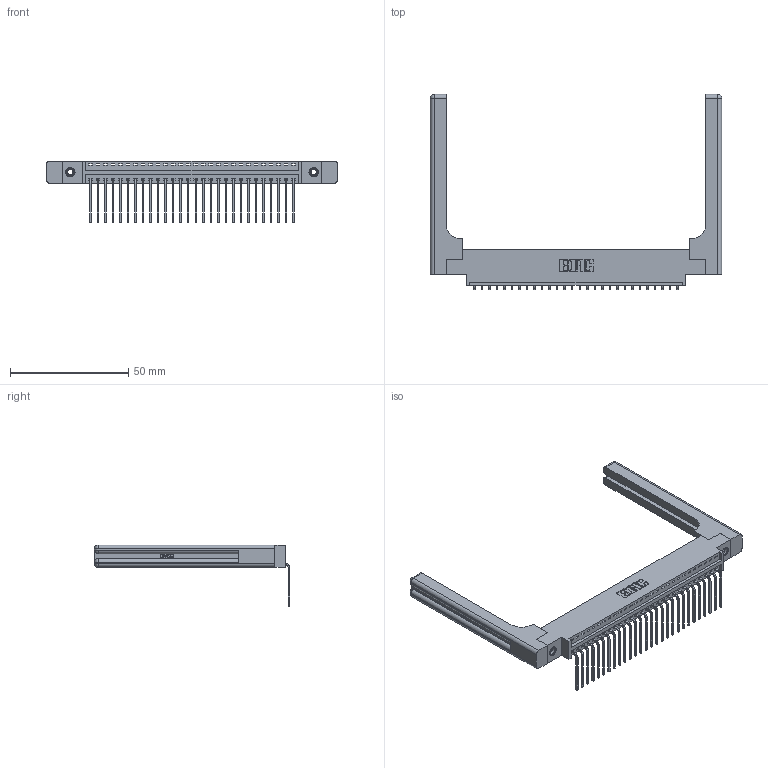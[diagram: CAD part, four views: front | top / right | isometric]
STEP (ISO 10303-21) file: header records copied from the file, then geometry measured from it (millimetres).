
FILE_DESCRIPTION (( 'STEP AP203' ), '1' );
FILE_NAME ('396-028-559-658.STEP', '2019-10-31T21:41:03', ( '' ), ( '' ), 'SwSTEP 2.0', 'SolidWorks 2016', '' );
FILE_SCHEMA (( 'CONFIG_CONTROL_DESIGN' ));
Length unit declared in the file: inch
Products named in the file (5): 346-220-058_345-220-058; 345-292-001_558 559 Tail - 1; 396-028-559-658; 345-250-001_345-250-001-102; 346 Part_0.170 Offset - 0.156 Dia-TH
Assembly tree (33 placements, depth 2):
  396-028-559-658
    346 Part_0.170 Offset - 0.156 Dia-TH
    345-292-001_558 559 Tail - 1  x28
    345-250-001_345-250-001-102  x2
    346-220-058_345-220-058  x2
Bounding box: 122.96 x 82.36 x 26.16 mm (x, y, z)
Volume: 19130.7 mm3; surface area: 20249.3 mm2
Topology: 33 solids, 33 shells, 2062 faces, 6103 edges, 4010 vertices
Faces by surface type: plane 1404, cylinder 598, bspline 36, cone 12, sphere 8, torus 4
Entity records: 24660 total; most frequent: CARTESIAN_POINT 5213, ORIENTED_EDGE 3972, DIRECTION 3546, EDGE_CURVE 1986, LINE 1650, VECTOR 1650, VERTEX_POINT 1314, AXIS2_PLACEMENT_3D 948
